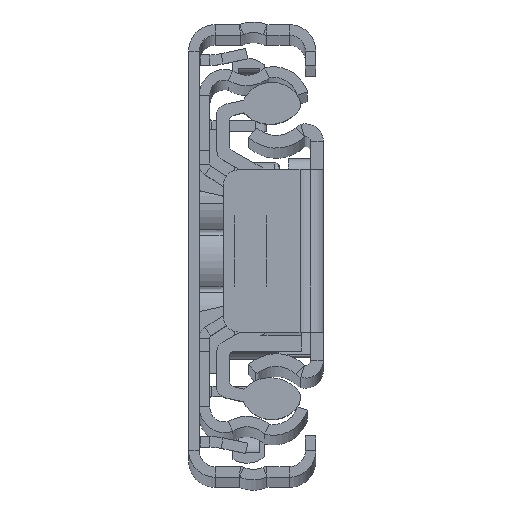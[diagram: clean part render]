
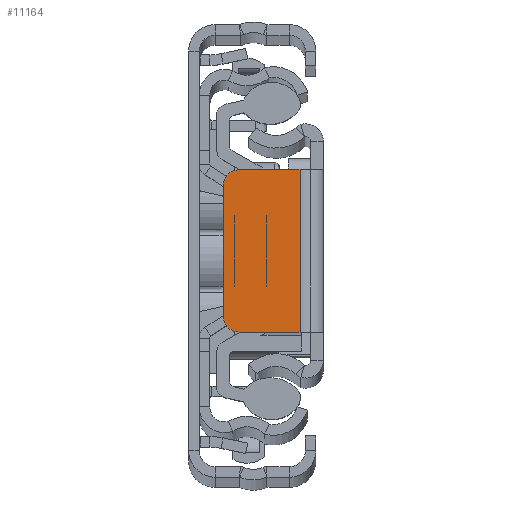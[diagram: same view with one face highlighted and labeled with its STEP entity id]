
A CAD part, top view. The second image highlights one B-rep face of the part: STEP entity #11164.
In plain terms, the highlighted planar face has unit normal (0, 0, 1).
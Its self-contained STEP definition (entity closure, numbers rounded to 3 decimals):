
#435 = VERTEX_POINT ( 'NONE', #16681 ) ;
#804 = CARTESIAN_POINT ( 'NONE',  ( -9.45, 6.15, 0. ) ) ;
#1235 = DIRECTION ( 'NONE',  ( 0., -1., 0. ) ) ;
#1808 = EDGE_CURVE ( 'NONE', #14346, #2113, #4486, .T. ) ;
#2012 = DIRECTION ( 'NONE',  ( 0., 0., 1. ) ) ;
#2113 = VERTEX_POINT ( 'NONE', #6305 ) ;
#2235 = CARTESIAN_POINT ( 'NONE',  ( -9.45, 0., 0. ) ) ;
#2562 = VERTEX_POINT ( 'NONE', #14831 ) ;
#3373 = LINE ( 'NONE', #12375, #10996 ) ;
#4275 = EDGE_CURVE ( 'NONE', #14346, #435, #10436, .T. ) ;
#4486 = LINE ( 'NONE', #4721, #18966 ) ;
#4661 = ORIENTED_EDGE ( 'NONE', *, *, #10992, .T. ) ;
#4721 = CARTESIAN_POINT ( 'NONE',  ( -2.2, -7.65, 0. ) ) ;
#5089 = FACE_OUTER_BOUND ( 'NONE', #9695, .T. ) ;
#5500 = CARTESIAN_POINT ( 'NONE',  ( -7.95, -6.15, 0. ) ) ;
#6305 = CARTESIAN_POINT ( 'NONE',  ( -2.2, -7.65, 0. ) ) ;
#6456 = VERTEX_POINT ( 'NONE', #6635 ) ;
#6635 = CARTESIAN_POINT ( 'NONE',  ( -7.95, -7.65, 0. ) ) ;
#6901 = CARTESIAN_POINT ( 'NONE',  ( 0., 0., 0. ) ) ;
#7171 = CARTESIAN_POINT ( 'NONE',  ( 0., 7.65, 0. ) ) ;
#7190 = DIRECTION ( 'NONE',  ( -1., 0., 0. ) ) ;
#7285 = DIRECTION ( 'NONE',  ( -1., 0., 0. ) ) ;
#7679 = AXIS2_PLACEMENT_3D ( 'NONE', #5500, #19339, #7190 ) ;
#8363 = ORIENTED_EDGE ( 'NONE', *, *, #4275, .T. ) ;
#9581 = VECTOR ( 'NONE', #10799, 1000. ) ;
#9695 = EDGE_LOOP ( 'NONE', ( #4661, #18967, #18544, #16765, #8363, #13024 ) ) ;
#9931 = PLANE ( 'NONE',  #16769 ) ;
#10047 = DIRECTION ( 'NONE',  ( 0., 0., -1. ) ) ;
#10436 = LINE ( 'NONE', #7171, #17204 ) ;
#10473 = CARTESIAN_POINT ( 'NONE',  ( -7.95, 6.15, 0. ) ) ;
#10637 = AXIS2_PLACEMENT_3D ( 'NONE', #10473, #2012, #14293 ) ;
#10799 = DIRECTION ( 'NONE',  ( 0., -1., 0. ) ) ;
#10992 = EDGE_CURVE ( 'NONE', #18167, #2562, #19036, .T. ) ;
#10996 = VECTOR ( 'NONE', #17447, 1000. ) ;
#11164 = ADVANCED_FACE ( 'NONE', ( #5089 ), #9931, .F. ) ;
#11962 = DIRECTION ( 'NONE',  ( -1., 0., 0. ) ) ;
#12375 = CARTESIAN_POINT ( 'NONE',  ( 0., -7.65, 0. ) ) ;
#13024 = ORIENTED_EDGE ( 'NONE', *, *, #16006, .T. ) ;
#13139 = EDGE_CURVE ( 'NONE', #2562, #6456, #20610, .T. ) ;
#14293 = DIRECTION ( 'NONE',  ( -1., 0., 0. ) ) ;
#14346 = VERTEX_POINT ( 'NONE', #19122 ) ;
#14831 = CARTESIAN_POINT ( 'NONE',  ( -9.45, -6.15, 0. ) ) ;
#15311 = CIRCLE ( 'NONE', #10637, 1.5 ) ;
#16006 = EDGE_CURVE ( 'NONE', #435, #18167, #15311, .T. ) ;
#16681 = CARTESIAN_POINT ( 'NONE',  ( -7.95, 7.65, 0. ) ) ;
#16765 = ORIENTED_EDGE ( 'NONE', *, *, #1808, .F. ) ;
#16769 = AXIS2_PLACEMENT_3D ( 'NONE', #6901, #10047, #11962 ) ;
#17204 = VECTOR ( 'NONE', #7285, 1000. ) ;
#17447 = DIRECTION ( 'NONE',  ( 1., 0., 0. ) ) ;
#18167 = VERTEX_POINT ( 'NONE', #804 ) ;
#18544 = ORIENTED_EDGE ( 'NONE', *, *, #19232, .T. ) ;
#18966 = VECTOR ( 'NONE', #1235, 1000. ) ;
#18967 = ORIENTED_EDGE ( 'NONE', *, *, #13139, .T. ) ;
#19036 = LINE ( 'NONE', #2235, #9581 ) ;
#19122 = CARTESIAN_POINT ( 'NONE',  ( -2.2, 7.65, 0. ) ) ;
#19232 = EDGE_CURVE ( 'NONE', #6456, #2113, #3373, .T. ) ;
#19339 = DIRECTION ( 'NONE',  ( 0., 0., 1. ) ) ;
#20610 = CIRCLE ( 'NONE', #7679, 1.5 ) ;
